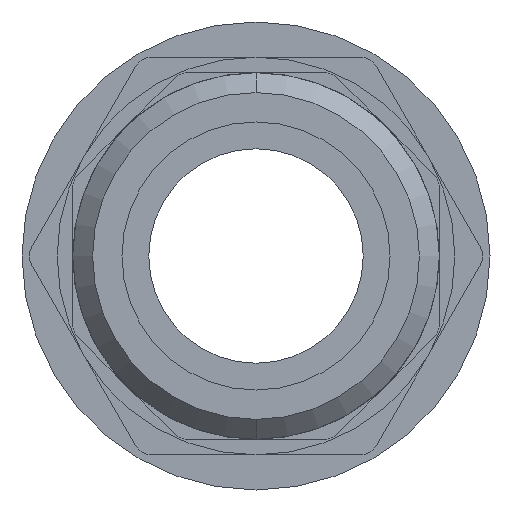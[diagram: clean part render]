
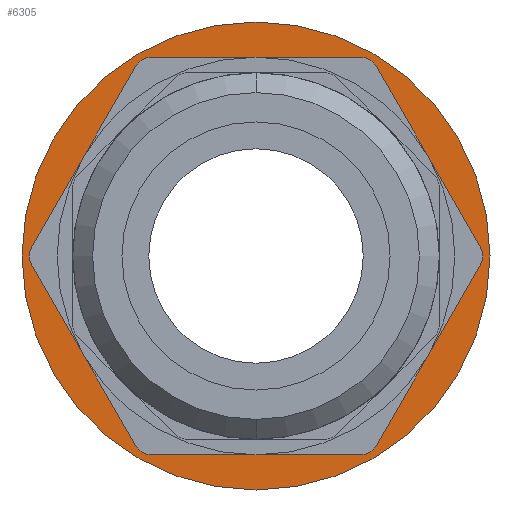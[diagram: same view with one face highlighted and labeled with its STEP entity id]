
A CAD part, front view. The second image highlights one B-rep face of the part: STEP entity #6305.
In plain terms, the highlighted planar face has unit normal (0, -1, 0).
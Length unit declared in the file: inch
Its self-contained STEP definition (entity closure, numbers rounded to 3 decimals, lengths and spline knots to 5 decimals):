
#3 = EDGE_CURVE ( 'NONE', #4, #6326, #1254, .T. ) ;
#4 = VERTEX_POINT ( 'NONE', #1250 ) ;
#5 = ORIENTED_EDGE ( 'NONE', *, *, #6, .T. ) ;
#6 = EDGE_CURVE ( 'NONE', #4, #6298, #1249, .T. ) ;
#108 = EDGE_CURVE ( 'NONE', #112, #110, #1574, .T. ) ;
#110 = VERTEX_POINT ( 'NONE', #1564 ) ;
#112 = VERTEX_POINT ( 'NONE', #1618 ) ;
#339 = EDGE_CURVE ( 'NONE', #110, #112, #2366, .T. ) ;
#1245 = DIRECTION ( 'NONE',  ( 0., 0., -1. ) ) ;
#1246 = DIRECTION ( 'NONE',  ( 0., 1., 0. ) ) ;
#1247 = CARTESIAN_POINT ( 'NONE',  ( -0.26558, 0.969, 0.46 ) ) ;
#1248 = AXIS2_PLACEMENT_3D ( 'NONE', #1247, #1246, #1245 ) ;
#1249 = CIRCLE ( 'NONE', #1248, 0.05 ) ;
#1250 = CARTESIAN_POINT ( 'NONE',  ( -0.30888, 0.969, 0.485 ) ) ;
#1251 = DIRECTION ( 'NONE',  ( -0.5, 0., -0.866 ) ) ;
#1252 = VECTOR ( 'NONE', #1251, 39.37008 ) ;
#1253 = CARTESIAN_POINT ( 'NONE',  ( -0.29445, 0.969, 0.51 ) ) ;
#1254 = LINE ( 'NONE', #1253, #1252 ) ;
#1564 = CARTESIAN_POINT ( 'NONE',  ( 0., 0.969, -0.6 ) ) ;
#1570 = DIRECTION ( 'NONE',  ( 0., 0., -1. ) ) ;
#1571 = DIRECTION ( 'NONE',  ( 0., 1., 0. ) ) ;
#1572 = CARTESIAN_POINT ( 'NONE',  ( 0., 0.969, 0. ) ) ;
#1573 = AXIS2_PLACEMENT_3D ( 'NONE', #1572, #1571, #1570 ) ;
#1574 = CIRCLE ( 'NONE', #1573, 0.6 ) ;
#1618 = CARTESIAN_POINT ( 'NONE',  ( 0., 0.969, 0.6 ) ) ;
#2362 = DIRECTION ( 'NONE',  ( 0., 0., -1. ) ) ;
#2363 = DIRECTION ( 'NONE',  ( 0., 1., 0. ) ) ;
#2364 = CARTESIAN_POINT ( 'NONE',  ( 0., 0.969, 0. ) ) ;
#2365 = AXIS2_PLACEMENT_3D ( 'NONE', #2364, #2363, #2362 ) ;
#2366 = CIRCLE ( 'NONE', #2365, 0.6 ) ;
#6010 = CARTESIAN_POINT ( 'NONE',  ( -0.26558, 0.969, 0.51 ) ) ;
#6011 = CARTESIAN_POINT ( 'NONE',  ( 0.26558, 0.969, 0.51 ) ) ;
#6030 = PLANE ( 'NONE',  #6087 ) ;
#6048 = FACE_BOUND ( 'NONE', #6300, .T. ) ;
#6049 = FACE_OUTER_BOUND ( 'NONE', #6302, .T. ) ;
#6050 = DIRECTION ( 'NONE',  ( -1., 0., 0. ) ) ;
#6051 = VECTOR ( 'NONE', #6050, 39.37008 ) ;
#6052 = CARTESIAN_POINT ( 'NONE',  ( 0.29445, 0.969, 0.51 ) ) ;
#6053 = LINE ( 'NONE', #6052, #6051 ) ;
#6055 = CIRCLE ( 'NONE', #6124, 0.05 ) ;
#6056 = CARTESIAN_POINT ( 'NONE',  ( -0.57446, 0.969, 0.025 ) ) ;
#6057 = CARTESIAN_POINT ( 'NONE',  ( 0.30888, 0.969, 0.485 ) ) ;
#6058 = DIRECTION ( 'NONE',  ( 0., 0., -1. ) ) ;
#6059 = DIRECTION ( 'NONE',  ( 0., 1., 0. ) ) ;
#6060 = CARTESIAN_POINT ( 'NONE',  ( 0.26558, 0.969, 0.46 ) ) ;
#6061 = AXIS2_PLACEMENT_3D ( 'NONE', #6060, #6059, #6058 ) ;
#6062 = CIRCLE ( 'NONE', #6061, 0.05 ) ;
#6063 = DIRECTION ( 'NONE',  ( -0.5, 0., 0.866 ) ) ;
#6064 = VECTOR ( 'NONE', #6063, 39.37008 ) ;
#6065 = CARTESIAN_POINT ( 'NONE',  ( 0.5889, 0.969, 0. ) ) ;
#6066 = LINE ( 'NONE', #6065, #6064 ) ;
#6067 = DIRECTION ( 'NONE',  ( 0., 0., -1. ) ) ;
#6068 = DIRECTION ( 'NONE',  ( 0., 1., 0. ) ) ;
#6069 = CARTESIAN_POINT ( 'NONE',  ( 0.53116, 0.969, 0. ) ) ;
#6070 = AXIS2_PLACEMENT_3D ( 'NONE', #6069, #6068, #6067 ) ;
#6071 = CIRCLE ( 'NONE', #6070, 0.05 ) ;
#6072 = CARTESIAN_POINT ( 'NONE',  ( 0.57446, 0.969, 0.025 ) ) ;
#6073 = CARTESIAN_POINT ( 'NONE',  ( 0.57446, 0.969, -0.025 ) ) ;
#6074 = DIRECTION ( 'NONE',  ( 0.5, 0., 0.866 ) ) ;
#6075 = VECTOR ( 'NONE', #6074, 39.37008 ) ;
#6076 = CARTESIAN_POINT ( 'NONE',  ( 0.29445, 0.969, -0.51 ) ) ;
#6077 = LINE ( 'NONE', #6076, #6075 ) ;
#6078 = CARTESIAN_POINT ( 'NONE',  ( 0.30888, 0.969, -0.485 ) ) ;
#6084 = DIRECTION ( 'NONE',  ( 0., 0., -1. ) ) ;
#6085 = DIRECTION ( 'NONE',  ( 0., -1., 0. ) ) ;
#6086 = CARTESIAN_POINT ( 'NONE',  ( 0., 0.969, 0. ) ) ;
#6087 = AXIS2_PLACEMENT_3D ( 'NONE', #6086, #6085, #6084 ) ;
#6098 = DIRECTION ( 'NONE',  ( 0., 0., -1. ) ) ;
#6099 = DIRECTION ( 'NONE',  ( 0., 1., 0. ) ) ;
#6100 = CARTESIAN_POINT ( 'NONE',  ( 0.26558, 0.969, -0.46 ) ) ;
#6101 = AXIS2_PLACEMENT_3D ( 'NONE', #6100, #6099, #6098 ) ;
#6102 = CIRCLE ( 'NONE', #6101, 0.05 ) ;
#6104 = DIRECTION ( 'NONE',  ( 1., 0., 0. ) ) ;
#6105 = VECTOR ( 'NONE', #6104, 39.37008 ) ;
#6106 = CARTESIAN_POINT ( 'NONE',  ( -0.29445, 0.969, -0.51 ) ) ;
#6107 = LINE ( 'NONE', #6106, #6105 ) ;
#6108 = CARTESIAN_POINT ( 'NONE',  ( 0.26558, 0.969, -0.51 ) ) ;
#6109 = CARTESIAN_POINT ( 'NONE',  ( -0.26558, 0.969, -0.51 ) ) ;
#6110 = DIRECTION ( 'NONE',  ( 0., 0., -1. ) ) ;
#6111 = DIRECTION ( 'NONE',  ( 0., 1., 0. ) ) ;
#6112 = CARTESIAN_POINT ( 'NONE',  ( -0.26558, 0.969, -0.46 ) ) ;
#6113 = AXIS2_PLACEMENT_3D ( 'NONE', #6112, #6111, #6110 ) ;
#6114 = CIRCLE ( 'NONE', #6113, 0.05 ) ;
#6115 = CARTESIAN_POINT ( 'NONE',  ( -0.30888, 0.969, -0.485 ) ) ;
#6116 = DIRECTION ( 'NONE',  ( 0.5, 0., -0.866 ) ) ;
#6117 = VECTOR ( 'NONE', #6116, 39.37008 ) ;
#6118 = CARTESIAN_POINT ( 'NONE',  ( -0.5889, 0.969, 0. ) ) ;
#6119 = LINE ( 'NONE', #6118, #6117 ) ;
#6120 = CARTESIAN_POINT ( 'NONE',  ( -0.57446, 0.969, -0.025 ) ) ;
#6121 = DIRECTION ( 'NONE',  ( 0., 0., -1. ) ) ;
#6122 = DIRECTION ( 'NONE',  ( 0., 1., 0. ) ) ;
#6123 = CARTESIAN_POINT ( 'NONE',  ( -0.53116, 0.969, 0. ) ) ;
#6124 = AXIS2_PLACEMENT_3D ( 'NONE', #6123, #6122, #6121 ) ;
#6297 = VERTEX_POINT ( 'NONE', #6011 ) ;
#6298 = VERTEX_POINT ( 'NONE', #6010 ) ;
#6299 = EDGE_CURVE ( 'NONE', #6297, #6298, #6053, .T. ) ;
#6300 = EDGE_LOOP ( 'NONE', ( #6301, #6321, #6324, #6318, #6315, #6310, #6338, #6334, #6330, #6328, #6325, #5 ) ) ;
#6301 = ORIENTED_EDGE ( 'NONE', *, *, #6299, .F. ) ;
#6302 = EDGE_LOOP ( 'NONE', ( #6303, #6304 ) ) ;
#6303 = ORIENTED_EDGE ( 'NONE', *, *, #108, .F. ) ;
#6304 = ORIENTED_EDGE ( 'NONE', *, *, #339, .F. ) ;
#6305 = ADVANCED_FACE ( 'NONE', ( #6049, #6048 ), #6030, .T. ) ;
#6310 = ORIENTED_EDGE ( 'NONE', *, *, #6340, .T. ) ;
#6311 = VERTEX_POINT ( 'NONE', #6078 ) ;
#6313 = EDGE_CURVE ( 'NONE', #6311, #6316, #6077, .T. ) ;
#6315 = ORIENTED_EDGE ( 'NONE', *, *, #6313, .F. ) ;
#6316 = VERTEX_POINT ( 'NONE', #6073 ) ;
#6317 = VERTEX_POINT ( 'NONE', #6072 ) ;
#6318 = ORIENTED_EDGE ( 'NONE', *, *, #6319, .T. ) ;
#6319 = EDGE_CURVE ( 'NONE', #6317, #6316, #6071, .T. ) ;
#6320 = EDGE_CURVE ( 'NONE', #6317, #6323, #6066, .T. ) ;
#6321 = ORIENTED_EDGE ( 'NONE', *, *, #6322, .T. ) ;
#6322 = EDGE_CURVE ( 'NONE', #6297, #6323, #6062, .T. ) ;
#6323 = VERTEX_POINT ( 'NONE', #6057 ) ;
#6324 = ORIENTED_EDGE ( 'NONE', *, *, #6320, .F. ) ;
#6325 = ORIENTED_EDGE ( 'NONE', *, *, #3, .F. ) ;
#6326 = VERTEX_POINT ( 'NONE', #6056 ) ;
#6327 = EDGE_CURVE ( 'NONE', #6329, #6326, #6055, .T. ) ;
#6328 = ORIENTED_EDGE ( 'NONE', *, *, #6327, .T. ) ;
#6329 = VERTEX_POINT ( 'NONE', #6120 ) ;
#6330 = ORIENTED_EDGE ( 'NONE', *, *, #6331, .F. ) ;
#6331 = EDGE_CURVE ( 'NONE', #6329, #6332, #6119, .T. ) ;
#6332 = VERTEX_POINT ( 'NONE', #6115 ) ;
#6334 = ORIENTED_EDGE ( 'NONE', *, *, #6335, .T. ) ;
#6335 = EDGE_CURVE ( 'NONE', #6336, #6332, #6114, .T. ) ;
#6336 = VERTEX_POINT ( 'NONE', #6109 ) ;
#6337 = VERTEX_POINT ( 'NONE', #6108 ) ;
#6338 = ORIENTED_EDGE ( 'NONE', *, *, #6339, .F. ) ;
#6339 = EDGE_CURVE ( 'NONE', #6336, #6337, #6107, .T. ) ;
#6340 = EDGE_CURVE ( 'NONE', #6311, #6337, #6102, .T. ) ;
